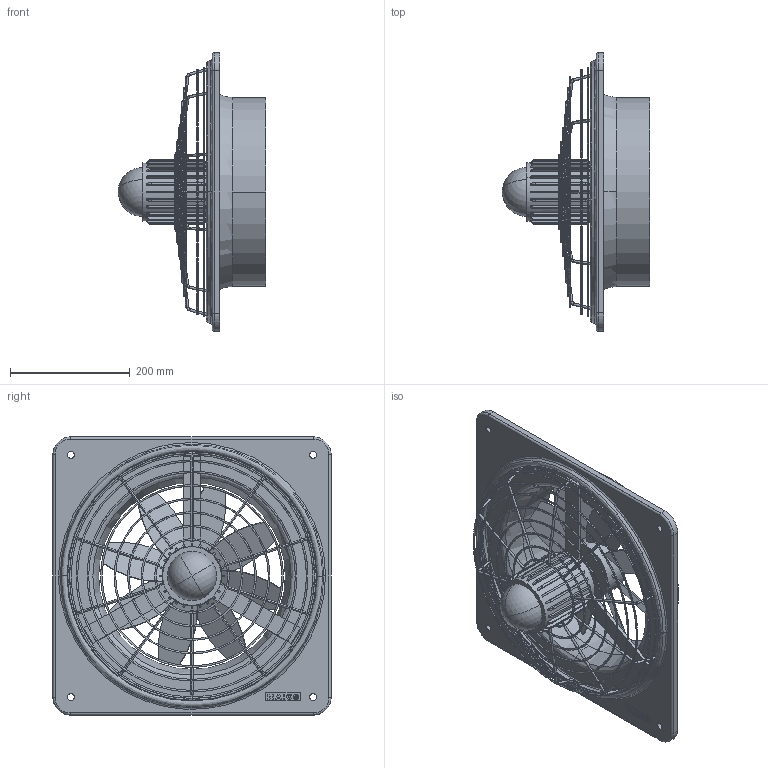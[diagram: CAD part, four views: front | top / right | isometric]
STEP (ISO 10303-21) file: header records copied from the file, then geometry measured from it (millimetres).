
FILE_DESCRIPTION (( 'STEP AP214' ), '1' );
FILE_NAME ('0083-0119.STEP', '2015-01-29T12:36:30', ( '' ), ( '' ), 'SwSTEP 2.0', 'SolidWorks 2013', '' );
FILE_SCHEMA (( 'AUTOMOTIVE_DESIGN' ));
Length unit declared in the file: millimetre
Products named in the file (1): 0083-0119
Bounding box: 247 x 465 x 465 mm (x, y, z)
Volume: 2154032.4 mm3; surface area: 831289.7 mm2
Topology: 1 solids, 1 shells, 514 faces, 1607 edges, 1020 vertices
Faces by surface type: plane 166, cylinder 144, bspline 114, torus 48, cone 36, sphere 6
Entity records: 31081 total; most frequent: CARTESIAN_POINT 14365, ORIENTED_EDGE 3206, DIRECTION 2383, EDGE_CURVE 1603, VERTEX_POINT 1020, AXIS2_PLACEMENT_3D 923, EDGE_LOOP 637, LINE 537
